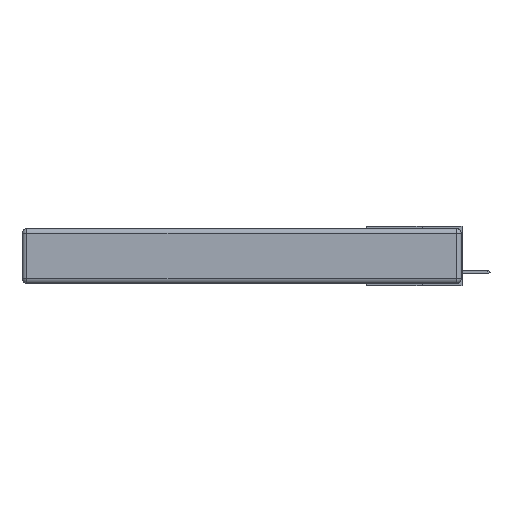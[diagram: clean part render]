
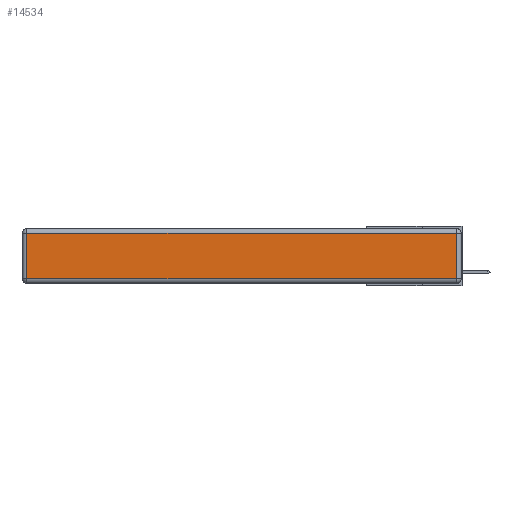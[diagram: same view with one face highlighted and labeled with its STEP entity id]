
A CAD part, left-side view. The second image highlights one B-rep face of the part: STEP entity #14534.
In plain terms, the highlighted planar face has unit normal (-1, 0, 0).
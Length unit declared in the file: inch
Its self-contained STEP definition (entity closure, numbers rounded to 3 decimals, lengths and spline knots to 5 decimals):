
#1097 = CARTESIAN_POINT ( 'NONE',  ( 0., 2.72, -0.343 ) ) ;
#1402 = VECTOR ( 'NONE', #4868, 39.37008 ) ;
#1458 = VERTEX_POINT ( 'NONE', #11339 ) ;
#1569 = VECTOR ( 'NONE', #12226, 39.37008 ) ;
#1711 = CARTESIAN_POINT ( 'NONE',  ( 0., 2.72, -0.313 ) ) ;
#1807 = VERTEX_POINT ( 'NONE', #12606 ) ;
#1815 = DIRECTION ( 'NONE',  ( -1., 0., 0. ) ) ;
#2022 = LINE ( 'NONE', #4628, #1569 ) ;
#2991 = EDGE_CURVE ( 'NONE', #1807, #1458, #19128, .T. ) ;
#3394 = ORIENTED_EDGE ( 'NONE', *, *, #16940, .T. ) ;
#3446 = EDGE_LOOP ( 'NONE', ( #3394, #4663, #18391, #16521 ) ) ;
#4321 = EDGE_CURVE ( 'NONE', #10480, #1807, #10713, .T. ) ;
#4628 = CARTESIAN_POINT ( 'NONE',  ( 0., 0., -0.313 ) ) ;
#4663 = ORIENTED_EDGE ( 'NONE', *, *, #4321, .T. ) ;
#4868 = DIRECTION ( 'NONE',  ( 0., 1., 0. ) ) ;
#6429 = DIRECTION ( 'NONE',  ( 0., 0., 1. ) ) ;
#6563 = VECTOR ( 'NONE', #10233, 39.37008 ) ;
#6885 = CARTESIAN_POINT ( 'NONE',  ( 0., 0.03, -0.343 ) ) ;
#6974 = VECTOR ( 'NONE', #6429, 39.37008 ) ;
#7880 = DIRECTION ( 'NONE',  ( 0., 0., 1. ) ) ;
#8317 = VERTEX_POINT ( 'NONE', #1711 ) ;
#10233 = DIRECTION ( 'NONE',  ( 0., 0., -1. ) ) ;
#10480 = VERTEX_POINT ( 'NONE', #17754 ) ;
#10713 = LINE ( 'NONE', #6885, #6974 ) ;
#11339 = CARTESIAN_POINT ( 'NONE',  ( 0., 2.72, -0.03 ) ) ;
#12226 = DIRECTION ( 'NONE',  ( 0., -1., 0. ) ) ;
#12606 = CARTESIAN_POINT ( 'NONE',  ( 0., 0.03, -0.03 ) ) ;
#12889 = EDGE_CURVE ( 'NONE', #1458, #8317, #17781, .T. ) ;
#14534 = ADVANCED_FACE ( 'NONE', ( #17982 ), #18378, .T. ) ;
#15129 = CARTESIAN_POINT ( 'NONE',  ( 0., 2.75, -0.03 ) ) ;
#16521 = ORIENTED_EDGE ( 'NONE', *, *, #12889, .T. ) ;
#16940 = EDGE_CURVE ( 'NONE', #8317, #10480, #2022, .T. ) ;
#17285 = AXIS2_PLACEMENT_3D ( 'NONE', #18320, #1815, #7880 ) ;
#17754 = CARTESIAN_POINT ( 'NONE',  ( 0., 0.03, -0.313 ) ) ;
#17781 = LINE ( 'NONE', #1097, #6563 ) ;
#17982 = FACE_OUTER_BOUND ( 'NONE', #3446, .T. ) ;
#18320 = CARTESIAN_POINT ( 'NONE',  ( 0., 0., -0.343 ) ) ;
#18378 = PLANE ( 'NONE',  #17285 ) ;
#18391 = ORIENTED_EDGE ( 'NONE', *, *, #2991, .T. ) ;
#19128 = LINE ( 'NONE', #15129, #1402 ) ;
